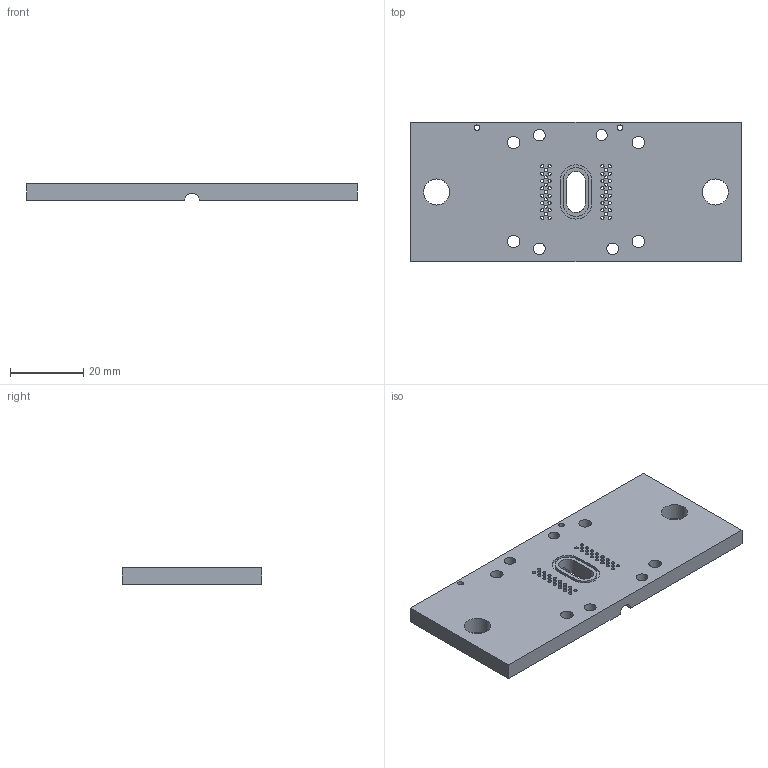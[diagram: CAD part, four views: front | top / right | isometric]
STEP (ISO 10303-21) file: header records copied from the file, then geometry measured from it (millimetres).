
FILE_DESCRIPTION(('FreeCAD Model'),'2;1');
FILE_NAME('probe_block_top_gas.step','2017-02-16T00:31:27', ('Author'),(''),'Open CASCADE STEP processor 6.8','FreeCAD','Unknown' );
FILE_SCHEMA(('AUTOMOTIVE_DESIGN_CC2 { 1 2 10303 214 -1 1 5 4 }'));
Length unit declared in the file: millimetre
Products named in the file (1): secondary_dowels
Bounding box: 90 x 38 x 4.6 mm (x, y, z)
Volume: 14484.7 mm3; surface area: 8987.7 mm2
Topology: 1 solids, 1 shells, 81 faces, 234 edges, 156 vertices
Faces by surface type: cylinder 66, plane 15
Full cylindrical faces by diameter (mm): 0.88 x46, 1.54 x2, 2.998 x1, 3.18 x3, 3.4 x4, 7.112 x2
Entity records: 6512 total; most frequent: CARTESIAN_POINT 1658, DIRECTION 909, ORIENTED_EDGE 468, PCURVE 468, DEFINITIONAL_REPRESENTATION 468, LINE 416, VECTOR 416, EDGE_CURVE 234
